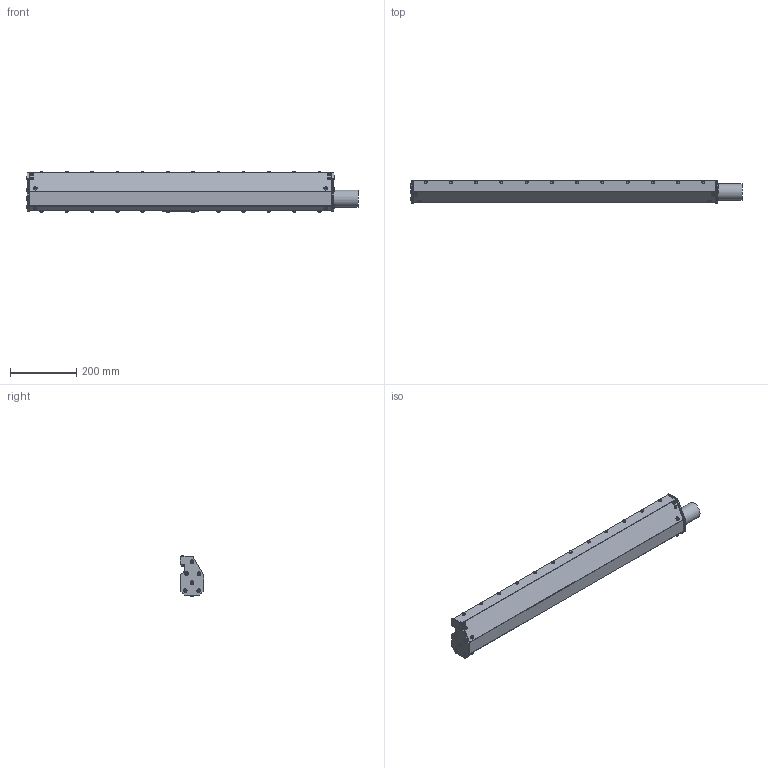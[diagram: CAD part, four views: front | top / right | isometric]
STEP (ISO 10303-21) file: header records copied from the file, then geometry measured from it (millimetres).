
FILE_DESCRIPTION(/* description */ (''),/* implementation_level */ '2;1');
FILE_NAME(/* name */ 'MA2Lxxxxxx036 DUMMY.stp',/* time_stamp */ '2018-02-13T15:37:49-05:00',/* author */ ('James'),/* organization */ (''),/* preprocessor_version */ 'ST-DEVELOPER v16.5',/* originating_system */ 'Autodesk Inventor 2017',/* authorisation */ '');
FILE_SCHEMA (('AUTOMOTIVE_DESIGN { 1 0 10303 214 3 1 1 }'));
Products named in the file (1): MA2Lxxxxxx036 DUMMY
Bounding box: 1002.14 x 71.12 x 122.73 mm (x, y, z)
Volume: 5529776.1 mm3; surface area: 351460.1 mm2
Topology: 1 solids, 1 shells, 836 faces, 1854 edges, 1185 vertices
Faces by surface type: plane 357, cone 228, cylinder 180, sphere 35, bspline 24, torus 12
Full cylindrical faces by diameter (mm): 7.6 x4, 9 x28, 9.5 x18, 10.5 x13, 11 x31, 50.8 x1
Entity records: 49367 total; most frequent: CARTESIAN_POINT 32269, DIRECTION 3404, ORIENTED_EDGE 3338, EDGE_CURVE 1669, AXIS2_PLACEMENT_3D 1454, EDGE_LOOP 1120, VERTEX_POINT 1119, FACE_OUTER_BOUND 836
